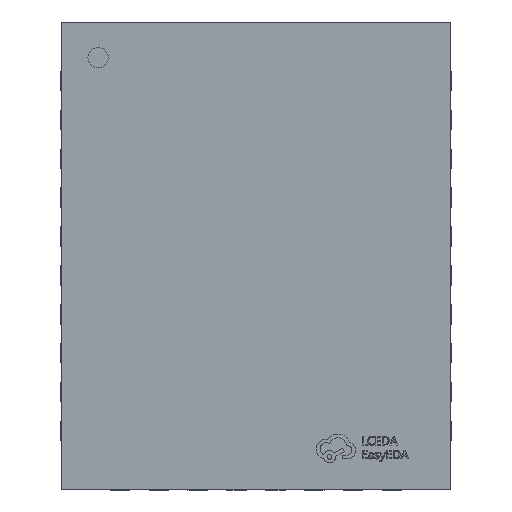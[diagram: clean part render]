
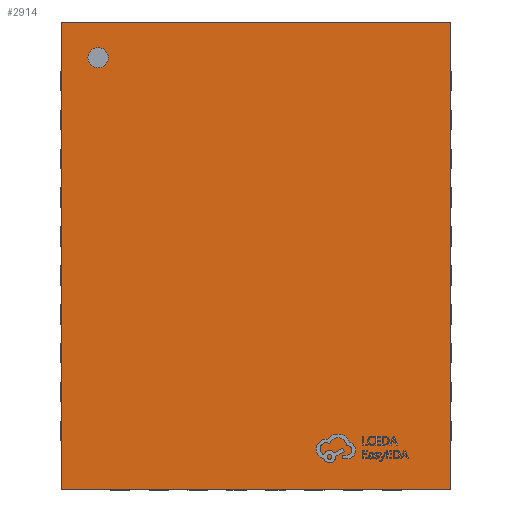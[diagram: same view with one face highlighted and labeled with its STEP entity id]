
A CAD part, top view. The second image highlights one B-rep face of the part: STEP entity #2914.
In plain terms, the highlighted planar face has unit normal (0, 0, 1).
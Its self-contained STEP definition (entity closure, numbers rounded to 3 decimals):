
#935 = LINE ( 'NONE', #9085, #7167 ) ;
#1197 = EDGE_CURVE ( 'NONE', #18240, #21182, #21811, .T. ) ;
#1422 = EDGE_CURVE ( 'NONE', #5137, #23578, #7060, .T. ) ;
#1842 = CARTESIAN_POINT ( 'NONE',  ( 2.5, -3., 0.73 ) ) ;
#2429 = FACE_OUTER_BOUND ( 'NONE', #18930, .T. ) ;
#2684 = DIRECTION ( 'NONE',  ( 0., 0., 1. ) ) ;
#2755 = CARTESIAN_POINT ( 'NONE',  ( -2.5, 3., 0.73 ) ) ;
#2816 = CARTESIAN_POINT ( 'NONE',  ( 0., 0., 0.73 ) ) ;
#2914 = ADVANCED_FACE ( 'NONE', ( #26192, #2429 ), #14546, .T. ) ;
#3147 = ORIENTED_EDGE ( 'NONE', *, *, #1422, .F. ) ;
#3613 = DIRECTION ( 'NONE',  ( 1., 0., 0. ) ) ;
#4095 = DIRECTION ( 'NONE',  ( 1., 0., 0. ) ) ;
#4701 = CARTESIAN_POINT ( 'NONE',  ( 2.5, 3., 0.73 ) ) ;
#5137 = VERTEX_POINT ( 'NONE', #6104 ) ;
#5353 = AXIS2_PLACEMENT_3D ( 'NONE', #8932, #14912, #13319 ) ;
#5475 = EDGE_CURVE ( 'NONE', #16717, #19637, #935, .T. ) ;
#5763 = CIRCLE ( 'NONE', #15102, 0.131 ) ;
#5944 = CARTESIAN_POINT ( 'NONE',  ( -2.161, 2.55, 0.73 ) ) ;
#6090 = ORIENTED_EDGE ( 'NONE', *, *, #6765, .F. ) ;
#6104 = CARTESIAN_POINT ( 'NONE',  ( -1.9, 2.55, 0.73 ) ) ;
#6765 = EDGE_CURVE ( 'NONE', #23578, #5137, #5763, .T. ) ;
#6886 = ORIENTED_EDGE ( 'NONE', *, *, #1197, .T. ) ;
#7060 = CIRCLE ( 'NONE', #5353, 0.131 ) ;
#7167 = VECTOR ( 'NONE', #17057, 1000. ) ;
#8426 = EDGE_LOOP ( 'NONE', ( #3147, #6090 ) ) ;
#8740 = ORIENTED_EDGE ( 'NONE', *, *, #18282, .T. ) ;
#8932 = CARTESIAN_POINT ( 'NONE',  ( -2.031, 2.55, 0.73 ) ) ;
#9085 = CARTESIAN_POINT ( 'NONE',  ( -2.5, 3., 0.73 ) ) ;
#13033 = CARTESIAN_POINT ( 'NONE',  ( -2.5, 3., 0.73 ) ) ;
#13319 = DIRECTION ( 'NONE',  ( 1., 0., 0. ) ) ;
#14546 = PLANE ( 'NONE',  #24609 ) ;
#14880 = CARTESIAN_POINT ( 'NONE',  ( 2.5, 3., 0.73 ) ) ;
#14912 = DIRECTION ( 'NONE',  ( 0., 0., 1. ) ) ;
#15102 = AXIS2_PLACEMENT_3D ( 'NONE', #20304, #26139, #4095 ) ;
#15279 = VECTOR ( 'NONE', #3613, 1000. ) ;
#15935 = CARTESIAN_POINT ( 'NONE',  ( -2.5, -3., 0.73 ) ) ;
#16717 = VERTEX_POINT ( 'NONE', #14880 ) ;
#17057 = DIRECTION ( 'NONE',  ( -1., 0., 0. ) ) ;
#17206 = DIRECTION ( 'NONE',  ( 1., 0., 0. ) ) ;
#18240 = VERTEX_POINT ( 'NONE', #15935 ) ;
#18282 = EDGE_CURVE ( 'NONE', #21182, #16717, #22873, .T. ) ;
#18684 = ORIENTED_EDGE ( 'NONE', *, *, #24032, .T. ) ;
#18930 = EDGE_LOOP ( 'NONE', ( #8740, #22067, #18684, #6886 ) ) ;
#19361 = VECTOR ( 'NONE', #21100, 1000. ) ;
#19637 = VERTEX_POINT ( 'NONE', #13033 ) ;
#20102 = CARTESIAN_POINT ( 'NONE',  ( -2.5, -3., 0.73 ) ) ;
#20304 = CARTESIAN_POINT ( 'NONE',  ( -2.031, 2.55, 0.73 ) ) ;
#20825 = VECTOR ( 'NONE', #20905, 1000. ) ;
#20905 = DIRECTION ( 'NONE',  ( 0., 1., 0. ) ) ;
#20964 = LINE ( 'NONE', #2755, #19361 ) ;
#21100 = DIRECTION ( 'NONE',  ( 0., -1., 0. ) ) ;
#21182 = VERTEX_POINT ( 'NONE', #1842 ) ;
#21811 = LINE ( 'NONE', #20102, #15279 ) ;
#22067 = ORIENTED_EDGE ( 'NONE', *, *, #5475, .T. ) ;
#22873 = LINE ( 'NONE', #4701, #20825 ) ;
#23578 = VERTEX_POINT ( 'NONE', #5944 ) ;
#24032 = EDGE_CURVE ( 'NONE', #19637, #18240, #20964, .T. ) ;
#24609 = AXIS2_PLACEMENT_3D ( 'NONE', #2816, #2684, #17206 ) ;
#26139 = DIRECTION ( 'NONE',  ( 0., 0., 1. ) ) ;
#26192 = FACE_BOUND ( 'NONE', #8426, .T. ) ;
